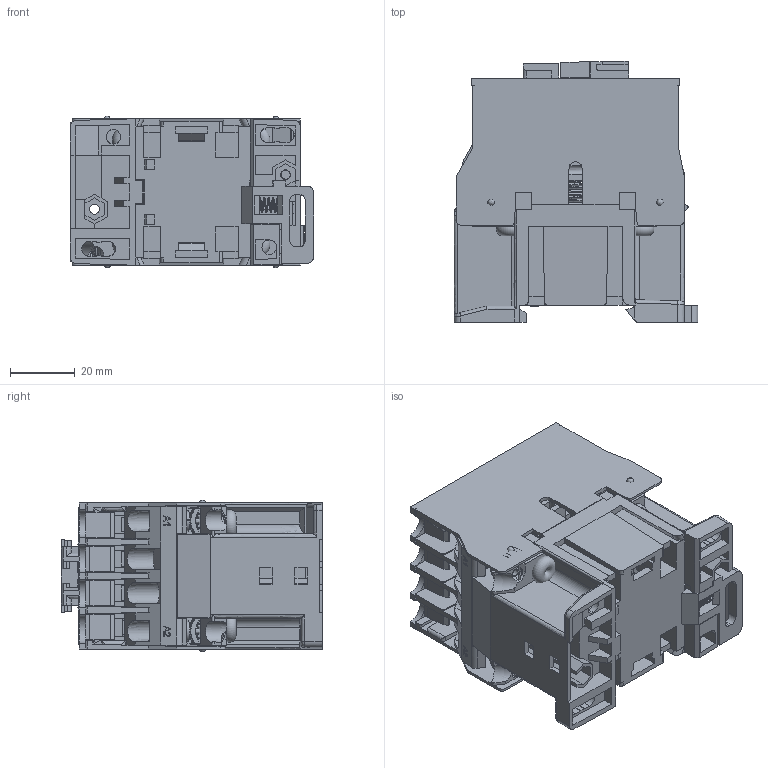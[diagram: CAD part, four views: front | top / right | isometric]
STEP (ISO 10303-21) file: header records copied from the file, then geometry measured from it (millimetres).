
FILE_DESCRIPTION((''),'2;1');
FILE_NAME('2400056_SW0001','2020-09-02T',('xuping'),(''),'CREO PARAMETRIC BY PTC INC, 2015480','CREO PARAMETRIC BY PTC INC, 2015480','');
FILE_SCHEMA(('CONFIG_CONTROL_DESIGN'));
Products named in the file (1): 2400056_SW0001
Bounding box: 75 x 80.5 x 46.7 mm (x, y, z)
Surface area: 98739.4 mm2 (no closed solid volume)
Topology: 0 solids, 0 shells, 4022 faces, 23680 edges, 23590 vertices
Faces by surface type: bspline 3945, torus 73, sphere 4
Entity records: 561146 total; most frequent: CARTESIAN_POINT 303907, DIRECTION 32714, TRIMMED_CURVE 31528, VECTOR 30496, LINE 30496, DEFINITIONAL_REPRESENTATION 23520, PCURVE 23520, COMPOSITE_CURVE_SEGMENT 23520
